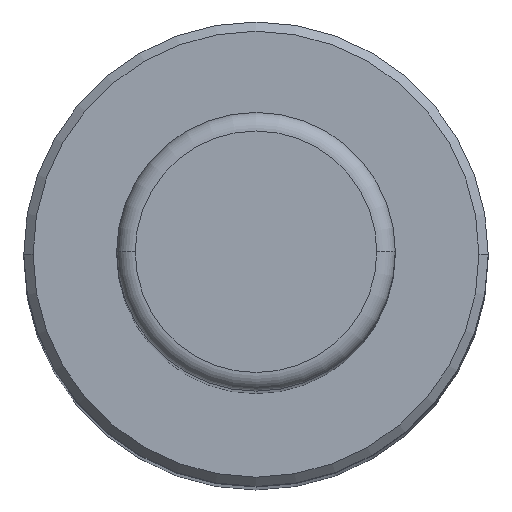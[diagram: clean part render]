
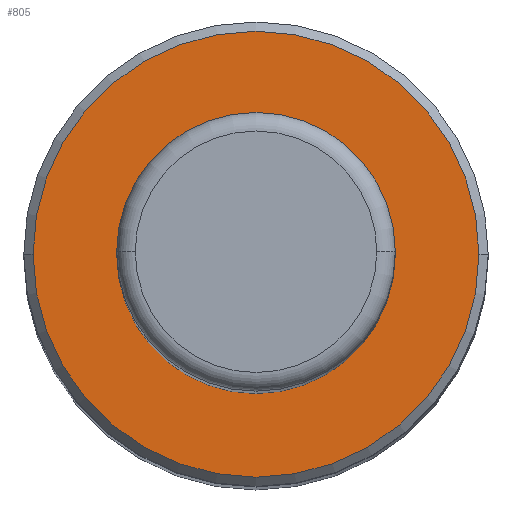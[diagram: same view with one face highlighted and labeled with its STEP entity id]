
A CAD part, top view. The second image highlights one B-rep face of the part: STEP entity #805.
In plain terms, the highlighted planar face has unit normal (0, 0, 1).
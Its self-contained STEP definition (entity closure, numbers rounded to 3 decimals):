
#16 = VERTEX_POINT ( 'NONE', #328 ) ;
#56 = DIRECTION ( 'NONE',  ( 0., 0., 1. ) ) ;
#116 = AXIS2_PLACEMENT_3D ( 'NONE', #987, #901, #804 ) ;
#193 = EDGE_LOOP ( 'NONE', ( #736, #822 ) ) ;
#195 = FACE_OUTER_BOUND ( 'NONE', #529, .T. ) ;
#217 = ORIENTED_EDGE ( 'NONE', *, *, #518, .T. ) ;
#230 = CARTESIAN_POINT ( 'NONE',  ( 7.5, 0., 109. ) ) ;
#276 = DIRECTION ( 'NONE',  ( -1., 0., 0. ) ) ;
#285 = EDGE_CURVE ( 'NONE', #942, #802, #1000, .T. ) ;
#328 = CARTESIAN_POINT ( 'NONE',  ( 12., 0., 109. ) ) ;
#329 = AXIS2_PLACEMENT_3D ( 'NONE', #548, #712, #276 ) ;
#340 = AXIS2_PLACEMENT_3D ( 'NONE', #448, #1062, #879 ) ;
#363 = CIRCLE ( 'NONE', #340, 7.5 ) ;
#385 = CARTESIAN_POINT ( 'NONE',  ( -12., 0., 109. ) ) ;
#448 = CARTESIAN_POINT ( 'NONE',  ( 0., 0., 109. ) ) ;
#518 = EDGE_CURVE ( 'NONE', #16, #1020, #968, .T. ) ;
#529 = EDGE_LOOP ( 'NONE', ( #759, #217 ) ) ;
#548 = CARTESIAN_POINT ( 'NONE',  ( 0., 0., 109. ) ) ;
#579 = DIRECTION ( 'NONE',  ( 1., 0., 0. ) ) ;
#620 = CIRCLE ( 'NONE', #998, 12. ) ;
#626 = AXIS2_PLACEMENT_3D ( 'NONE', #669, #667, #579 ) ;
#656 = EDGE_CURVE ( 'NONE', #1020, #16, #620, .T. ) ;
#662 = DIRECTION ( 'NONE',  ( 1., 0., 0. ) ) ;
#667 = DIRECTION ( 'NONE',  ( 0., 0., 1. ) ) ;
#669 = CARTESIAN_POINT ( 'NONE',  ( -7.5, 0., 109. ) ) ;
#712 = DIRECTION ( 'NONE',  ( 0., 0., -1. ) ) ;
#719 = CARTESIAN_POINT ( 'NONE',  ( -7.5, 0., 109. ) ) ;
#736 = ORIENTED_EDGE ( 'NONE', *, *, #285, .T. ) ;
#759 = ORIENTED_EDGE ( 'NONE', *, *, #656, .T. ) ;
#802 = VERTEX_POINT ( 'NONE', #230 ) ;
#804 = DIRECTION ( 'NONE',  ( 1., 0., 0. ) ) ;
#805 = ADVANCED_FACE ( 'NONE', ( #195, #1084 ), #1015, .T. ) ;
#822 = ORIENTED_EDGE ( 'NONE', *, *, #853, .T. ) ;
#853 = EDGE_CURVE ( 'NONE', #802, #942, #363, .T. ) ;
#879 = DIRECTION ( 'NONE',  ( -1., 0., 0. ) ) ;
#901 = DIRECTION ( 'NONE',  ( 0., 0., 1. ) ) ;
#942 = VERTEX_POINT ( 'NONE', #719 ) ;
#968 = CIRCLE ( 'NONE', #116, 12. ) ;
#987 = CARTESIAN_POINT ( 'NONE',  ( 0., 0., 109. ) ) ;
#998 = AXIS2_PLACEMENT_3D ( 'NONE', #1066, #56, #662 ) ;
#1000 = CIRCLE ( 'NONE', #329, 7.5 ) ;
#1015 = PLANE ( 'NONE',  #626 ) ;
#1020 = VERTEX_POINT ( 'NONE', #385 ) ;
#1062 = DIRECTION ( 'NONE',  ( 0., 0., -1. ) ) ;
#1066 = CARTESIAN_POINT ( 'NONE',  ( 0., 0., 109. ) ) ;
#1084 = FACE_BOUND ( 'NONE', #193, .T. ) ;
